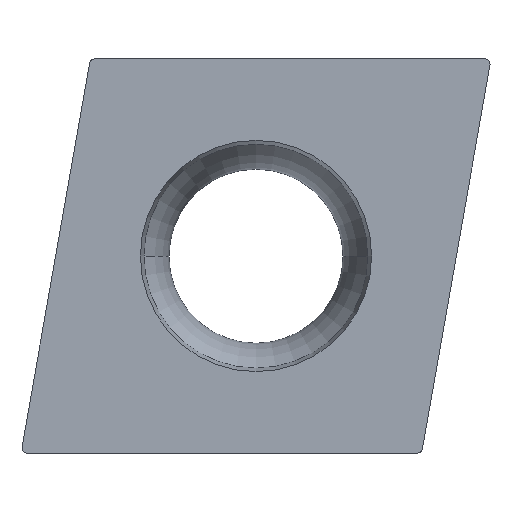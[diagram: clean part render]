
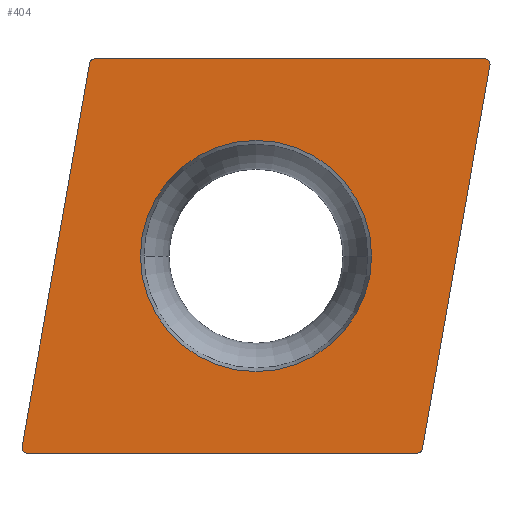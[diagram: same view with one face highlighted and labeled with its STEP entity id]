
A CAD part, top view. The second image highlights one B-rep face of the part: STEP entity #404.
In plain terms, the highlighted planar face has unit normal (0, 0, 1).
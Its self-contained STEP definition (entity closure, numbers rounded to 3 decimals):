
#50=CARTESIAN_POINT('',(0.021,0.116,0.));
#51=CARTESIAN_POINT('',(0.014,0.078,0.));
#52=CARTESIAN_POINT('',(0.038,0.032,0.));
#53=CARTESIAN_POINT('',(0.079,0.,0.));
#54=CARTESIAN_POINT('',(0.118,0.,0.));
#60=DIRECTION('',(0.174,0.985,0.));
#61=VECTOR('',#60,6.246);
#62=CARTESIAN_POINT('',(0.021,0.116,0.));
#63=LINE('',#62,#61);
#67=CARTESIAN_POINT('',(1.203,6.35,0.));
#68=CARTESIAN_POINT('',(1.147,6.35,0.));
#69=CARTESIAN_POINT('',(1.115,6.323,0.));
#70=CARTESIAN_POINT('',(1.105,6.268,0.));
#75=DIRECTION('',(1.,0.,0.));
#76=VECTOR('',#75,6.246);
#77=CARTESIAN_POINT('',(1.203,6.35,0.));
#78=LINE('',#77,#76);
#82=CARTESIAN_POINT('',(7.547,6.234,0.));
#83=CARTESIAN_POINT('',(7.554,6.272,0.));
#84=CARTESIAN_POINT('',(7.53,6.318,0.));
#85=CARTESIAN_POINT('',(7.489,6.35,0.));
#86=CARTESIAN_POINT('',(7.449,6.35,0.));
#91=DIRECTION('',(-0.174,-0.985,0.));
#92=VECTOR('',#91,6.246);
#93=CARTESIAN_POINT('',(7.547,6.234,0.));
#94=LINE('',#93,#92);
#98=CARTESIAN_POINT('',(6.365,0.,0.));
#99=CARTESIAN_POINT('',(6.42,0.,0.));
#100=CARTESIAN_POINT('',(6.453,0.027,0.));
#101=CARTESIAN_POINT('',(6.462,0.082,0.));
#106=DIRECTION('',(-1.,0.,0.));
#107=VECTOR('',#106,6.246);
#108=CARTESIAN_POINT('',(6.365,0.,0.));
#109=LINE('',#108,#107);
#113=CARTESIAN_POINT('',(3.784,3.175,0.));
#114=DIRECTION('',(0.,0.,-1.));
#115=DIRECTION('',(-1.,0.,0.));
#116=AXIS2_PLACEMENT_3D('',#113,#114,#115);
#121=CARTESIAN_POINT('',(3.784,3.175,0.));
#122=DIRECTION('',(0.,0.,-1.));
#123=DIRECTION('',(1.,0.,0.));
#124=AXIS2_PLACEMENT_3D('',#121,#122,#123);
#347=CARTESIAN_POINT('',(1.924,3.175,0.));
#348=CARTESIAN_POINT('',(5.644,3.175,0.));
#349=VERTEX_POINT('',#347);
#350=VERTEX_POINT('',#348);
#355=VERTEX_POINT('',#50);
#356=VERTEX_POINT('',#54);
#360=VERTEX_POINT('',#98);
#361=VERTEX_POINT('',#101);
#365=VERTEX_POINT('',#82);
#366=VERTEX_POINT('',#86);
#370=VERTEX_POINT('',#67);
#371=VERTEX_POINT('',#70);
#375=CARTESIAN_POINT('',(0.,0.,0.));
#376=DIRECTION('',(0.,0.,1.));
#377=DIRECTION('',(1.,0.,0.));
#378=AXIS2_PLACEMENT_3D('',#375,#376,#377);
#379=PLANE('',#378);
#381=ORIENTED_EDGE('',*,*,#380,.F.);
#383=ORIENTED_EDGE('',*,*,#382,.T.);
#385=ORIENTED_EDGE('',*,*,#384,.F.);
#387=ORIENTED_EDGE('',*,*,#386,.T.);
#389=ORIENTED_EDGE('',*,*,#388,.F.);
#391=ORIENTED_EDGE('',*,*,#390,.T.);
#393=ORIENTED_EDGE('',*,*,#392,.F.);
#395=ORIENTED_EDGE('',*,*,#394,.T.);
#396=EDGE_LOOP('',(#381,#383,#385,#387,#389,#391,#393,#395));
#397=FACE_OUTER_BOUND('',#396,.F.);
#399=ORIENTED_EDGE('',*,*,#398,.F.);
#401=ORIENTED_EDGE('',*,*,#400,.F.);
#402=EDGE_LOOP('',(#399,#401));
#403=FACE_BOUND('',#402,.F.);
#55=B_SPLINE_CURVE_WITH_KNOTS('',3,(#50,#51,#52,#53,#54),.UNSPECIFIED.,.F.,.F.,(
4,1,4),(0.,0.5,1.),.UNSPECIFIED.);
#71=B_SPLINE_CURVE_WITH_KNOTS('',3,(#67,#68,#69,#70),.UNSPECIFIED.,.F.,.F.,(4,
4),(0.,1.),.UNSPECIFIED.);
#87=B_SPLINE_CURVE_WITH_KNOTS('',3,(#82,#83,#84,#85,#86),.UNSPECIFIED.,.F.,.F.,(
4,1,4),(0.,0.5,1.),.UNSPECIFIED.);
#102=B_SPLINE_CURVE_WITH_KNOTS('',3,(#98,#99,#100,#101),.UNSPECIFIED.,.F.,.F.,
(4,4),(0.,1.),.UNSPECIFIED.);
#117=CIRCLE('',#116,1.86);
#125=CIRCLE('',#124,1.86);
#380=EDGE_CURVE('',#355,#356,#55,.T.);
#382=EDGE_CURVE('',#355,#371,#63,.T.);
#384=EDGE_CURVE('',#370,#371,#71,.T.);
#386=EDGE_CURVE('',#370,#366,#78,.T.);
#388=EDGE_CURVE('',#365,#366,#87,.T.);
#390=EDGE_CURVE('',#365,#361,#94,.T.);
#392=EDGE_CURVE('',#360,#361,#102,.T.);
#394=EDGE_CURVE('',#360,#356,#109,.T.);
#398=EDGE_CURVE('',#349,#350,#117,.T.);
#400=EDGE_CURVE('',#350,#349,#125,.T.);
#404=ADVANCED_FACE('',(#397,#403),#379,.T.);
